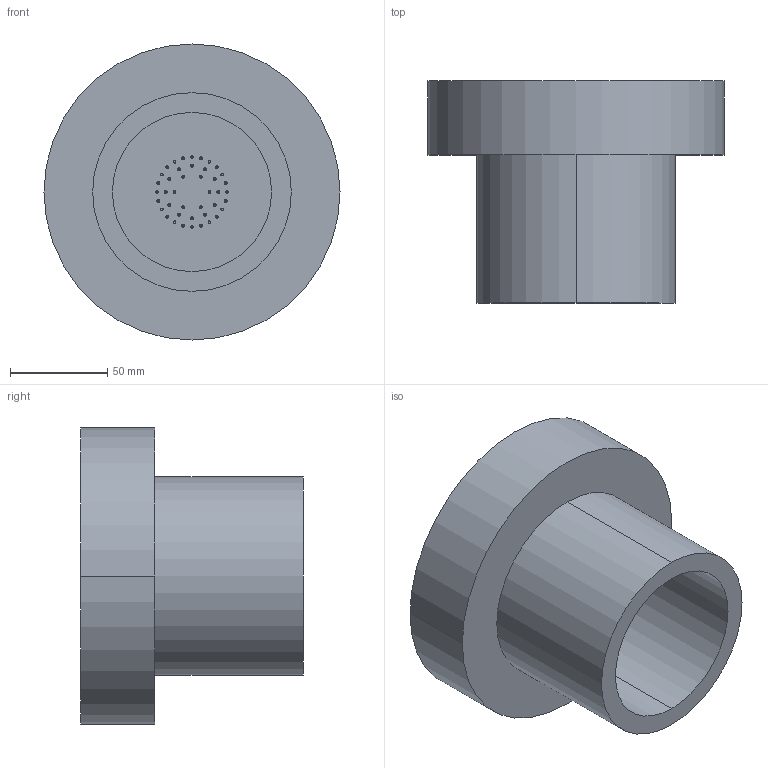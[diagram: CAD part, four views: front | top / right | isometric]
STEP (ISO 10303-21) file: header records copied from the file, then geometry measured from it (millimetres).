
FILE_DESCRIPTION (( 'STEP AP214' ), '1' );
FILE_NAME ('ManifoldAssembly.STEP', '2023-02-23T06:17:25', ( '' ), ( '' ), 'SwSTEP 2.0', 'SolidWorks 2022', '' );
FILE_SCHEMA (( 'AUTOMOTIVE_DESIGN' ));
Length unit declared in the file: inch
Products named in the file (2): Assembly As Part for Hana; ManifoldAssembly
Assembly tree (1 placements, depth 2):
  ManifoldAssembly
    Assembly As Part for Hana
Bounding box: 152.4 x 114.3 x 152.4 mm (x, y, z)
Volume: 873428.9 mm3; surface area: 117247.3 mm2
Topology: 1 solids, 3 shells, 338 faces, 844 edges, 562 vertices
Faces by surface type: cylinder 270, plane 56, cone 8, bspline 4
Entity records: 11154 total; most frequent: CARTESIAN_POINT 2112, DIRECTION 2068, ORIENTED_EDGE 1688, AXIS2_PLACEMENT_3D 894, EDGE_CURVE 844, VERTEX_POINT 562, EDGE_LOOP 560, CIRCLE 556
